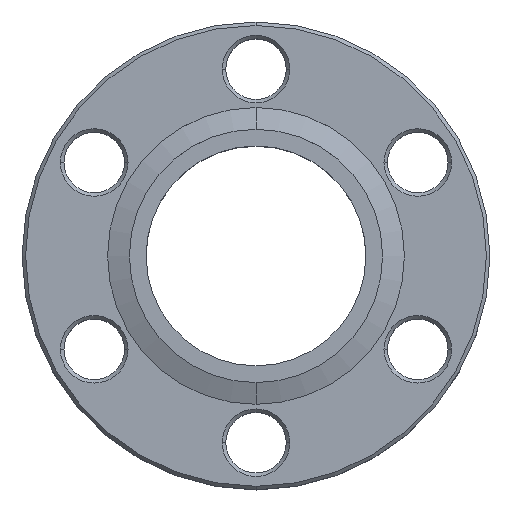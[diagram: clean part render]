
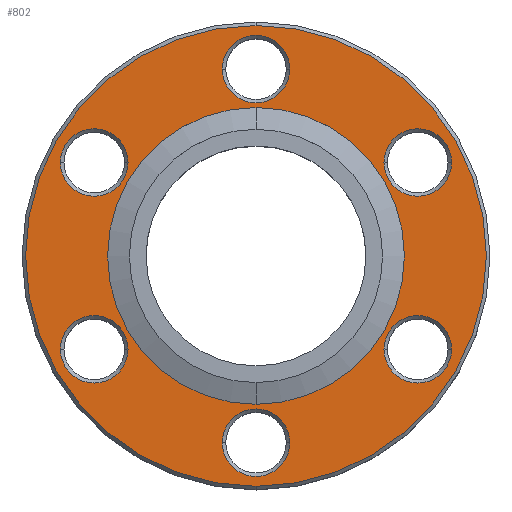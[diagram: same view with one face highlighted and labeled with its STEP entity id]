
A CAD part, top view. The second image highlights one B-rep face of the part: STEP entity #802.
In plain terms, the highlighted planar face has unit normal (0, 0, 1).
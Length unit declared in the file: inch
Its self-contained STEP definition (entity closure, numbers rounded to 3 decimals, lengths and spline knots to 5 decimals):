
#1=CARTESIAN_POINT('',(0.,0.,0.));
#2=DIRECTION('',(0.,0.,1.));
#3=DIRECTION('',(0.,1.,0.));
#4=AXIS2_PLACEMENT_3D('',#1,#2,#3);
#6=CARTESIAN_POINT('',(0.,0.,0.));
#7=DIRECTION('',(0.,0.,1.));
#8=DIRECTION('',(0.,-1.,0.));
#9=AXIS2_PLACEMENT_3D('',#6,#7,#8);
#11=CARTESIAN_POINT('',(0.,0.,0.));
#12=DIRECTION('',(0.,0.,-1.));
#13=DIRECTION('',(0.,-1.,0.));
#14=AXIS2_PLACEMENT_3D('',#11,#12,#13);
#29=CARTESIAN_POINT('',(0.,0.,0.));
#30=DIRECTION('',(0.,0.,-1.));
#31=DIRECTION('',(0.,1.,0.));
#32=AXIS2_PLACEMENT_3D('',#29,#30,#31);
#117=CARTESIAN_POINT('',(0.,0.531,0.));
#118=DIRECTION('',(0.,0.,-1.));
#119=DIRECTION('',(1.,0.,0.));
#120=AXIS2_PLACEMENT_3D('',#117,#118,#119);
#127=CARTESIAN_POINT('',(0.,0.531,0.));
#128=DIRECTION('',(0.,0.,-1.));
#129=DIRECTION('',(-1.,0.,0.));
#130=AXIS2_PLACEMENT_3D('',#127,#128,#129);
#181=CARTESIAN_POINT('',(0.45986,0.2655,0.));
#182=DIRECTION('',(0.,0.,-1.));
#183=DIRECTION('',(1.,0.,0.));
#184=AXIS2_PLACEMENT_3D('',#181,#182,#183);
#191=CARTESIAN_POINT('',(0.45986,0.2655,0.));
#192=DIRECTION('',(0.,0.,-1.));
#193=DIRECTION('',(-1.,0.,0.));
#194=AXIS2_PLACEMENT_3D('',#191,#192,#193);
#245=CARTESIAN_POINT('',(0.45986,-0.2655,0.));
#246=DIRECTION('',(0.,0.,-1.));
#247=DIRECTION('',(1.,0.,0.));
#248=AXIS2_PLACEMENT_3D('',#245,#246,#247);
#255=CARTESIAN_POINT('',(0.45986,-0.2655,0.));
#256=DIRECTION('',(0.,0.,-1.));
#257=DIRECTION('',(-1.,0.,0.));
#258=AXIS2_PLACEMENT_3D('',#255,#256,#257);
#309=CARTESIAN_POINT('',(0.,-0.531,0.));
#310=DIRECTION('',(0.,0.,-1.));
#311=DIRECTION('',(1.,0.,0.));
#312=AXIS2_PLACEMENT_3D('',#309,#310,#311);
#319=CARTESIAN_POINT('',(0.,-0.531,0.));
#320=DIRECTION('',(0.,0.,-1.));
#321=DIRECTION('',(-1.,0.,0.));
#322=AXIS2_PLACEMENT_3D('',#319,#320,#321);
#373=CARTESIAN_POINT('',(-0.45986,-0.2655,0.));
#374=DIRECTION('',(0.,0.,-1.));
#375=DIRECTION('',(1.,0.,0.));
#376=AXIS2_PLACEMENT_3D('',#373,#374,#375);
#383=CARTESIAN_POINT('',(-0.45986,-0.2655,0.));
#384=DIRECTION('',(0.,0.,-1.));
#385=DIRECTION('',(-1.,0.,0.));
#386=AXIS2_PLACEMENT_3D('',#383,#384,#385);
#437=CARTESIAN_POINT('',(-0.45986,0.2655,0.));
#438=DIRECTION('',(0.,0.,-1.));
#439=DIRECTION('',(1.,0.,0.));
#440=AXIS2_PLACEMENT_3D('',#437,#438,#439);
#447=CARTESIAN_POINT('',(-0.45986,0.2655,0.));
#448=DIRECTION('',(0.,0.,-1.));
#449=DIRECTION('',(-1.,0.,0.));
#450=AXIS2_PLACEMENT_3D('',#447,#448,#449);
#609=CARTESIAN_POINT('',(0.,0.422,0.));
#610=CARTESIAN_POINT('',(0.,-0.422,0.));
#611=VERTEX_POINT('',#609);
#612=VERTEX_POINT('',#610);
#613=CARTESIAN_POINT('',(0.096,0.531,0.));
#614=CARTESIAN_POINT('',(-0.096,0.531,0.));
#615=VERTEX_POINT('',#613);
#616=VERTEX_POINT('',#614);
#629=CARTESIAN_POINT('',(0.55586,0.2655,0.));
#630=CARTESIAN_POINT('',(0.36386,0.2655,0.));
#631=VERTEX_POINT('',#629);
#632=VERTEX_POINT('',#630);
#645=CARTESIAN_POINT('',(0.55586,-0.2655,0.));
#646=CARTESIAN_POINT('',(0.36386,-0.2655,0.));
#647=VERTEX_POINT('',#645);
#648=VERTEX_POINT('',#646);
#661=CARTESIAN_POINT('',(0.096,-0.531,0.));
#662=CARTESIAN_POINT('',(-0.096,-0.531,0.));
#663=VERTEX_POINT('',#661);
#664=VERTEX_POINT('',#662);
#677=CARTESIAN_POINT('',(-0.36386,-0.2655,0.));
#678=CARTESIAN_POINT('',(-0.55586,-0.2655,0.));
#679=VERTEX_POINT('',#677);
#680=VERTEX_POINT('',#678);
#693=CARTESIAN_POINT('',(-0.36386,0.2655,0.));
#694=CARTESIAN_POINT('',(-0.55586,0.2655,0.));
#695=VERTEX_POINT('',#693);
#696=VERTEX_POINT('',#694);
#709=CARTESIAN_POINT('',(0.,0.655,0.));
#710=CARTESIAN_POINT('',(0.,-0.655,0.));
#711=VERTEX_POINT('',#709);
#712=VERTEX_POINT('',#710);
#749=CARTESIAN_POINT('',(0.,0.,0.));
#750=DIRECTION('',(0.,0.,-1.));
#751=DIRECTION('',(0.,-1.,0.));
#752=AXIS2_PLACEMENT_3D('',#749,#750,#751);
#753=PLANE('',#752);
#755=ORIENTED_EDGE('',*,*,#754,.T.);
#757=ORIENTED_EDGE('',*,*,#756,.T.);
#758=EDGE_LOOP('',(#755,#757));
#759=FACE_OUTER_BOUND('',#758,.F.);
#761=ORIENTED_EDGE('',*,*,#760,.T.);
#763=ORIENTED_EDGE('',*,*,#762,.T.);
#764=EDGE_LOOP('',(#761,#763));
#765=FACE_BOUND('',#764,.F.);
#767=ORIENTED_EDGE('',*,*,#766,.F.);
#769=ORIENTED_EDGE('',*,*,#768,.F.);
#770=EDGE_LOOP('',(#767,#769));
#771=FACE_BOUND('',#770,.F.);
#773=ORIENTED_EDGE('',*,*,#772,.F.);
#775=ORIENTED_EDGE('',*,*,#774,.F.);
#776=EDGE_LOOP('',(#773,#775));
#777=FACE_BOUND('',#776,.F.);
#779=ORIENTED_EDGE('',*,*,#778,.F.);
#781=ORIENTED_EDGE('',*,*,#780,.F.);
#782=EDGE_LOOP('',(#779,#781));
#783=FACE_BOUND('',#782,.F.);
#785=ORIENTED_EDGE('',*,*,#784,.F.);
#787=ORIENTED_EDGE('',*,*,#786,.F.);
#788=EDGE_LOOP('',(#785,#787));
#789=FACE_BOUND('',#788,.F.);
#791=ORIENTED_EDGE('',*,*,#790,.F.);
#793=ORIENTED_EDGE('',*,*,#792,.F.);
#794=EDGE_LOOP('',(#791,#793));
#795=FACE_BOUND('',#794,.F.);
#797=ORIENTED_EDGE('',*,*,#796,.F.);
#799=ORIENTED_EDGE('',*,*,#798,.F.);
#800=EDGE_LOOP('',(#797,#799));
#801=FACE_BOUND('',#800,.F.);
#802=ADVANCED_FACE('',(#759,#765,#771,#777,#783,#789,#795,#801),#753,.F.);
#5=CIRCLE('',#4,0.422);
#10=CIRCLE('',#9,0.422);
#15=CIRCLE('',#14,0.655);
#33=CIRCLE('',#32,0.655);
#121=CIRCLE('',#120,0.096);
#131=CIRCLE('',#130,0.096);
#185=CIRCLE('',#184,0.096);
#195=CIRCLE('',#194,0.096);
#249=CIRCLE('',#248,0.096);
#259=CIRCLE('',#258,0.096);
#313=CIRCLE('',#312,0.096);
#323=CIRCLE('',#322,0.096);
#377=CIRCLE('',#376,0.096);
#387=CIRCLE('',#386,0.096);
#441=CIRCLE('',#440,0.096);
#451=CIRCLE('',#450,0.096);
#754=EDGE_CURVE('',#712,#711,#15,.T.);
#756=EDGE_CURVE('',#711,#712,#33,.T.);
#760=EDGE_CURVE('',#611,#612,#5,.T.);
#762=EDGE_CURVE('',#612,#611,#10,.T.);
#766=EDGE_CURVE('',#616,#615,#131,.T.);
#768=EDGE_CURVE('',#615,#616,#121,.T.);
#772=EDGE_CURVE('',#632,#631,#195,.T.);
#774=EDGE_CURVE('',#631,#632,#185,.T.);
#778=EDGE_CURVE('',#648,#647,#259,.T.);
#780=EDGE_CURVE('',#647,#648,#249,.T.);
#784=EDGE_CURVE('',#664,#663,#323,.T.);
#786=EDGE_CURVE('',#663,#664,#313,.T.);
#790=EDGE_CURVE('',#680,#679,#387,.T.);
#792=EDGE_CURVE('',#679,#680,#377,.T.);
#796=EDGE_CURVE('',#696,#695,#451,.T.);
#798=EDGE_CURVE('',#695,#696,#441,.T.);
